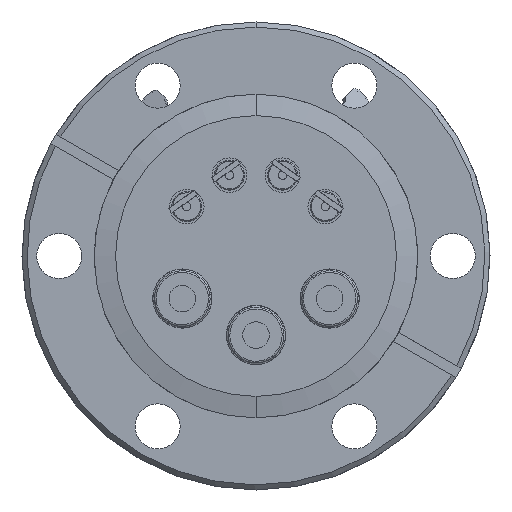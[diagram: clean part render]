
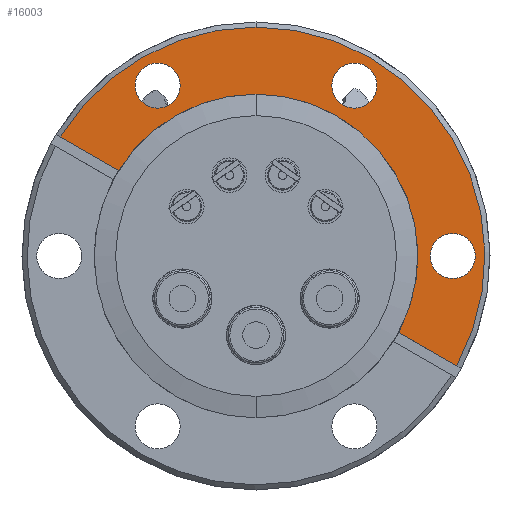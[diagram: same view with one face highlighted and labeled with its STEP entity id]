
A CAD part, front view. The second image highlights one B-rep face of the part: STEP entity #16003.
In plain terms, the highlighted planar face has unit normal (0, -1, 0).
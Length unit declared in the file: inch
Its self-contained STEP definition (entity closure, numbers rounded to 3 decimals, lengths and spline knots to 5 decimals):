
#75 = EDGE_CURVE ( 'NONE', #14641, #14642, #12835, .T. ) ;
#81 = EDGE_CURVE ( 'NONE', #14631, #14624, #12842, .T. ) ;
#163 = EDGE_CURVE ( 'NONE', #14564, #14565, #12961, .T. ) ;
#167 = EDGE_CURVE ( 'NONE', #14560, #14561, #12967, .T. ) ;
#171 = EDGE_CURVE ( 'NONE', #14556, #14557, #12973, .T. ) ;
#1421 = CARTESIAN_POINT ( 'NONE',  ( -0.578, 0.67312, 1.13363 ) ) ;
#1423 = CARTESIAN_POINT ( 'NONE',  ( 0.578, 0.67312, 1.13363 ) ) ;
#1424 = CARTESIAN_POINT ( 'NONE',  ( -0.578, 0.67312, 0.86863 ) ) ;
#1426 = CARTESIAN_POINT ( 'NONE',  ( 0.578, 0.67312, 0.86863 ) ) ;
#1429 = CARTESIAN_POINT ( 'NONE',  ( 1.156, 0.67312, -0.1325 ) ) ;
#1430 = CARTESIAN_POINT ( 'NONE',  ( 1.156, 0.67312, 0.1325 ) ) ;
#1489 = CARTESIAN_POINT ( 'NONE',  ( -1.14899, 0.67312, 0.69917 ) ) ;
#1496 = CARTESIAN_POINT ( 'NONE',  ( 0., 0.67312, 1.345 ) ) ;
#1506 = CARTESIAN_POINT ( 'NONE',  ( -0.80765, 0.67312, 0.50209 ) ) ;
#1507 = CARTESIAN_POINT ( 'NONE',  ( 0., 0.67312, 0.951 ) ) ;
#3906 = DIRECTION ( 'NONE',  ( 0., -1., 0. ) ) ;
#3912 = CARTESIAN_POINT ( 'NONE',  ( 0., 0.67312, -1.345 ) ) ;
#3913 = PLANE ( 'NONE',  #5202 ) ;
#3914 = DIRECTION ( 'NONE',  ( 0., 0., -1. ) ) ;
#4614 = VERTEX_POINT ( 'NONE', #16556 ) ;
#4615 = VERTEX_POINT ( 'NONE', #16557 ) ;
#5202 = AXIS2_PLACEMENT_3D ( 'NONE', #3912, #3906, #3914 ) ;
#5222 = CARTESIAN_POINT ( 'NONE',  ( -1.14899, 0.67312, 0.69917 ) ) ;
#5223 = CARTESIAN_POINT ( 'NONE',  ( 0.83865, 0.67312, -0.4484 ) ) ;
#5237 = DIRECTION ( 'NONE',  ( 0.866, 0., -0.5 ) ) ;
#5251 = DIRECTION ( 'NONE',  ( 0.866, 0., -0.5 ) ) ;
#5272 = CARTESIAN_POINT ( 'NONE',  ( 0., 0.67312, 0. ) ) ;
#5273 = DIRECTION ( 'NONE',  ( 0., 1., 0. ) ) ;
#5274 = DIRECTION ( 'NONE',  ( 0., 0., -1. ) ) ;
#5281 = CARTESIAN_POINT ( 'NONE',  ( 0., 0.67312, 0. ) ) ;
#5282 = DIRECTION ( 'NONE',  ( 0., -1., 0. ) ) ;
#5283 = DIRECTION ( 'NONE',  ( 0., 0., 1. ) ) ;
#5305 = CARTESIAN_POINT ( 'NONE',  ( 1.156, 0.67312, 0. ) ) ;
#5306 = DIRECTION ( 'NONE',  ( 0., 1., 0. ) ) ;
#5307 = DIRECTION ( 'NONE',  ( 0., 0., -1. ) ) ;
#5308 = CARTESIAN_POINT ( 'NONE',  ( 0.578, 0.67312, 1.00113 ) ) ;
#5309 = DIRECTION ( 'NONE',  ( 0., 1., 0. ) ) ;
#5310 = DIRECTION ( 'NONE',  ( 0., 0., -1. ) ) ;
#5311 = CARTESIAN_POINT ( 'NONE',  ( -0.578, 0.67312, 1.00113 ) ) ;
#5312 = DIRECTION ( 'NONE',  ( 0., 1., 0. ) ) ;
#5313 = DIRECTION ( 'NONE',  ( 0., 0., -1. ) ) ;
#5937 = AXIS2_PLACEMENT_3D ( 'NONE', #12110, #12111, #12112 ) ;
#5940 = AXIS2_PLACEMENT_3D ( 'NONE', #12127, #12128, #12129 ) ;
#5985 = AXIS2_PLACEMENT_3D ( 'NONE', #12336, #12337, #12338 ) ;
#5987 = AXIS2_PLACEMENT_3D ( 'NONE', #12346, #12347, #12348 ) ;
#5989 = AXIS2_PLACEMENT_3D ( 'NONE', #12356, #12357, #12358 ) ;
#7807 = LINE ( 'NONE', #5222, #7813 ) ;
#7808 = LINE ( 'NONE', #5223, #7809 ) ;
#7809 = VECTOR ( 'NONE', #5237, 39.37008 ) ;
#7813 = VECTOR ( 'NONE', #5251, 39.37008 ) ;
#7816 = CIRCLE ( 'NONE', #17422, 0.951 ) ;
#7824 = CIRCLE ( 'NONE', #17423, 1.345 ) ;
#7833 = CIRCLE ( 'NONE', #17431, 0.1325 ) ;
#7834 = CIRCLE ( 'NONE', #17432, 0.1325 ) ;
#7835 = CIRCLE ( 'NONE', #17433, 0.1325 ) ;
#8707 = FACE_BOUND ( 'NONE', #15071, .T. ) ;
#8714 = FACE_BOUND ( 'NONE', #15079, .T. ) ;
#8716 = FACE_OUTER_BOUND ( 'NONE', #15084, .T. ) ;
#8717 = FACE_BOUND ( 'NONE', #15083, .T. ) ;
#8802 = EDGE_CURVE ( 'NONE', #4614, #4615, #7808, .T. ) ;
#8804 = EDGE_CURVE ( 'NONE', #14624, #14641, #7807, .T. ) ;
#8810 = EDGE_CURVE ( 'NONE', #14642, #4614, #7816, .T. ) ;
#8814 = EDGE_CURVE ( 'NONE', #4615, #14631, #7824, .T. ) ;
#8822 = EDGE_CURVE ( 'NONE', #14565, #14564, #7833, .T. ) ;
#8823 = EDGE_CURVE ( 'NONE', #14561, #14560, #7834, .T. ) ;
#8824 = EDGE_CURVE ( 'NONE', #14557, #14556, #7835, .T. ) ;
#12110 = CARTESIAN_POINT ( 'NONE',  ( 0., 0.67312, 0. ) ) ;
#12111 = DIRECTION ( 'NONE',  ( 0., 1., 0. ) ) ;
#12112 = DIRECTION ( 'NONE',  ( 0., 0., -1. ) ) ;
#12127 = CARTESIAN_POINT ( 'NONE',  ( 0., 0.67312, 0. ) ) ;
#12128 = DIRECTION ( 'NONE',  ( 0., -1., 0. ) ) ;
#12129 = DIRECTION ( 'NONE',  ( 0., 0., 1. ) ) ;
#12336 = CARTESIAN_POINT ( 'NONE',  ( 1.156, 0.67312, 0. ) ) ;
#12337 = DIRECTION ( 'NONE',  ( 0., 1., 0. ) ) ;
#12338 = DIRECTION ( 'NONE',  ( 0., 0., -1. ) ) ;
#12346 = CARTESIAN_POINT ( 'NONE',  ( 0.578, 0.67312, 1.00113 ) ) ;
#12347 = DIRECTION ( 'NONE',  ( 0., 1., 0. ) ) ;
#12348 = DIRECTION ( 'NONE',  ( 0., 0., -1. ) ) ;
#12356 = CARTESIAN_POINT ( 'NONE',  ( -0.578, 0.67312, 1.00113 ) ) ;
#12357 = DIRECTION ( 'NONE',  ( 0., 1., 0. ) ) ;
#12358 = DIRECTION ( 'NONE',  ( 0., 0., -1. ) ) ;
#12835 = CIRCLE ( 'NONE', #5937, 0.951 ) ;
#12842 = CIRCLE ( 'NONE', #5940, 1.345 ) ;
#12961 = CIRCLE ( 'NONE', #5985, 0.1325 ) ;
#12967 = CIRCLE ( 'NONE', #5987, 0.1325 ) ;
#12973 = CIRCLE ( 'NONE', #5989, 0.1325 ) ;
#14063 = ORIENTED_EDGE ( 'NONE', *, *, #81, .T. ) ;
#14064 = ORIENTED_EDGE ( 'NONE', *, *, #8814, .T. ) ;
#14065 = ORIENTED_EDGE ( 'NONE', *, *, #8802, .T. ) ;
#14066 = ORIENTED_EDGE ( 'NONE', *, *, #8810, .T. ) ;
#14067 = ORIENTED_EDGE ( 'NONE', *, *, #75, .T. ) ;
#14068 = ORIENTED_EDGE ( 'NONE', *, *, #8804, .T. ) ;
#14069 = ORIENTED_EDGE ( 'NONE', *, *, #8824, .T. ) ;
#14070 = ORIENTED_EDGE ( 'NONE', *, *, #171, .T. ) ;
#14071 = ORIENTED_EDGE ( 'NONE', *, *, #8823, .T. ) ;
#14072 = ORIENTED_EDGE ( 'NONE', *, *, #167, .T. ) ;
#14073 = ORIENTED_EDGE ( 'NONE', *, *, #8822, .T. ) ;
#14074 = ORIENTED_EDGE ( 'NONE', *, *, #163, .T. ) ;
#14556 = VERTEX_POINT ( 'NONE', #1424 ) ;
#14557 = VERTEX_POINT ( 'NONE', #1421 ) ;
#14560 = VERTEX_POINT ( 'NONE', #1426 ) ;
#14561 = VERTEX_POINT ( 'NONE', #1423 ) ;
#14564 = VERTEX_POINT ( 'NONE', #1429 ) ;
#14565 = VERTEX_POINT ( 'NONE', #1430 ) ;
#14624 = VERTEX_POINT ( 'NONE', #1489 ) ;
#14631 = VERTEX_POINT ( 'NONE', #1496 ) ;
#14641 = VERTEX_POINT ( 'NONE', #1506 ) ;
#14642 = VERTEX_POINT ( 'NONE', #1507 ) ;
#15071 = EDGE_LOOP ( 'NONE', ( #14074, #14073 ) ) ;
#15079 = EDGE_LOOP ( 'NONE', ( #14070, #14069 ) ) ;
#15083 = EDGE_LOOP ( 'NONE', ( #14072, #14071 ) ) ;
#15084 = EDGE_LOOP ( 'NONE', ( #14068, #14067, #14066, #14065, #14064, #14063 ) ) ;
#16003 = ADVANCED_FACE ( 'NONE', ( #8707, #8717, #8714, #8716 ), #3913, .T. ) ;
#16556 = CARTESIAN_POINT ( 'NONE',  ( 0.83865, 0.67312, -0.4484 ) ) ;
#16557 = CARTESIAN_POINT ( 'NONE',  ( 1.17999, 0.67312, -0.64547 ) ) ;
#17422 = AXIS2_PLACEMENT_3D ( 'NONE', #5272, #5273, #5274 ) ;
#17423 = AXIS2_PLACEMENT_3D ( 'NONE', #5281, #5282, #5283 ) ;
#17431 = AXIS2_PLACEMENT_3D ( 'NONE', #5305, #5306, #5307 ) ;
#17432 = AXIS2_PLACEMENT_3D ( 'NONE', #5308, #5309, #5310 ) ;
#17433 = AXIS2_PLACEMENT_3D ( 'NONE', #5311, #5312, #5313 ) ;
